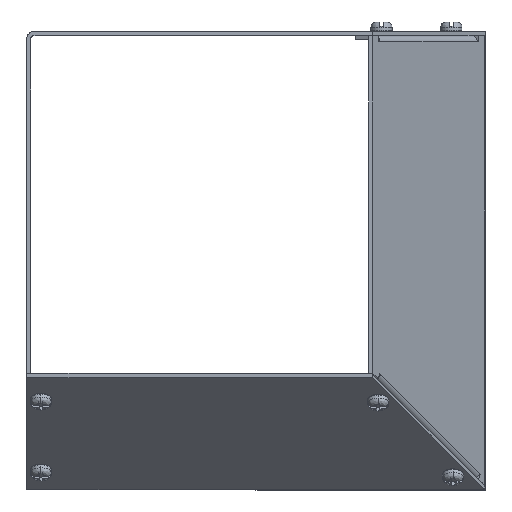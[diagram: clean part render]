
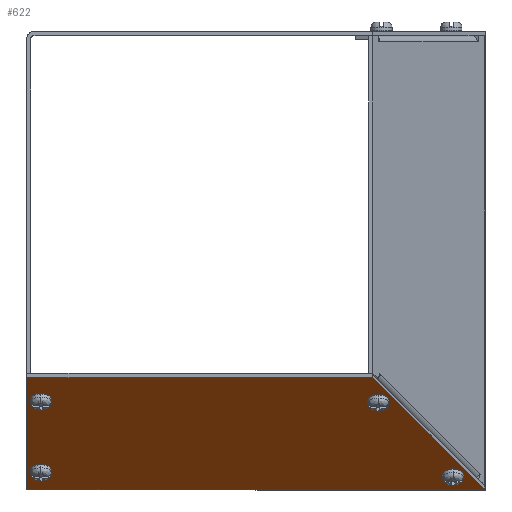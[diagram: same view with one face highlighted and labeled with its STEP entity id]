
A CAD part, front view. The second image highlights one B-rep face of the part: STEP entity #622.
In plain terms, the highlighted planar face has unit normal (0, -0.497, -0.868).
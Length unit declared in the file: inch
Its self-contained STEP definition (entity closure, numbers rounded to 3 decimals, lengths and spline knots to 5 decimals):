
#201 = DIRECTION ( 'NONE',  ( 0., 0.497, 0.868 ) ) ;
#226 = AXIS2_PLACEMENT_3D ( 'NONE', #2923, #4529, #10332 ) ;
#239 = FACE_BOUND ( 'NONE', #4387, .T. ) ;
#317 = AXIS2_PLACEMENT_3D ( 'NONE', #3955, #3327, #9606 ) ;
#363 = CARTESIAN_POINT ( 'NONE',  ( 4.0603, 1.70096, -8.05774 ) ) ;
#593 = CARTESIAN_POINT ( 'NONE',  ( 3.50209, 1.21555, -7.77996 ) ) ;
#622 = ADVANCED_FACE ( 'NONE', ( #6696, #8257, #239, #5049, #7450 ), #5942, .T. ) ;
#1052 = AXIS2_PLACEMENT_3D ( 'NONE', #593, #7146, #9608 ) ;
#1136 = CARTESIAN_POINT ( 'NONE',  ( 3.50209, 1.32404, -7.84205 ) ) ;
#1158 = CARTESIAN_POINT ( 'NONE',  ( 3.50209, 1.10705, -7.71788 ) ) ;
#1320 = DIRECTION ( 'NONE',  ( 0., 0.497, 0.868 ) ) ;
#1534 = CIRCLE ( 'NONE', #7506, 0.125 ) ;
#1694 = ORIENTED_EDGE ( 'NONE', *, *, #1949, .T. ) ;
#1949 = EDGE_CURVE ( 'NONE', #5698, #2119, #7734, .T. ) ;
#1992 = EDGE_CURVE ( 'NONE', #2119, #5698, #4144, .T. ) ;
#1998 = EDGE_LOOP ( 'NONE', ( #7391, #6660, #9314, #10025, #2047 ) ) ;
#2024 = LINE ( 'NONE', #2988, #8504 ) ;
#2047 = ORIENTED_EDGE ( 'NONE', *, *, #7872, .T. ) ;
#2070 = EDGE_LOOP ( 'NONE', ( #7504, #10035 ) ) ;
#2086 = VERTEX_POINT ( 'NONE', #4159 ) ;
#2119 = VERTEX_POINT ( 'NONE', #4046 ) ;
#2220 = DIRECTION ( 'NONE',  ( 0., -0.868, 0.497 ) ) ;
#2281 = DIRECTION ( 'NONE',  ( 0., 0.497, 0.868 ) ) ;
#2324 = DIRECTION ( 'NONE',  ( 0., -0.868, 0.497 ) ) ;
#2583 = DIRECTION ( 'NONE',  ( -0.446, -0.777, 0.444 ) ) ;
#2746 = ORIENTED_EDGE ( 'NONE', *, *, #6446, .T. ) ;
#2758 = EDGE_LOOP ( 'NONE', ( #7609, #4059 ) ) ;
#2880 = LINE ( 'NONE', #4583, #9527 ) ;
#2923 = CARTESIAN_POINT ( 'NONE',  ( 2.17349, -1.09716, -6.45654 ) ) ;
#2988 = CARTESIAN_POINT ( 'NONE',  ( -4.072, 1.70096, -8.05774 ) ) ;
#3005 = EDGE_CURVE ( 'NONE', #9666, #4342, #1534, .T. ) ;
#3193 = LINE ( 'NONE', #4210, #7358 ) ;
#3316 = AXIS2_PLACEMENT_3D ( 'NONE', #8305, #7397, #8408 ) ;
#3327 = DIRECTION ( 'NONE',  ( 0., 0.497, 0.868 ) ) ;
#3408 = CIRCLE ( 'NONE', #317, 0.125 ) ;
#3604 = CIRCLE ( 'NONE', #1052, 0.125 ) ;
#3666 = AXIS2_PLACEMENT_3D ( 'NONE', #6253, #6906, #7063 ) ;
#3727 = CARTESIAN_POINT ( 'NONE',  ( -3.822, 1.17699, -7.7579 ) ) ;
#3886 = CARTESIAN_POINT ( 'NONE',  ( 3.50209, 1.21555, -7.77996 ) ) ;
#3955 = CARTESIAN_POINT ( 'NONE',  ( -3.822, -1.12837, -6.43868 ) ) ;
#4046 = CARTESIAN_POINT ( 'NONE',  ( 2.17349, -0.98866, -6.51862 ) ) ;
#4059 = ORIENTED_EDGE ( 'NONE', *, *, #8978, .T. ) ;
#4144 = CIRCLE ( 'NONE', #226, 0.125 ) ;
#4159 = CARTESIAN_POINT ( 'NONE',  ( -3.822, -1.01988, -6.50076 ) ) ;
#4210 = CARTESIAN_POINT ( 'NONE',  ( -4.072, -1.76084, -6.07675 ) ) ;
#4227 = EDGE_LOOP ( 'NONE', ( #1694, #9421 ) ) ;
#4285 = EDGE_CURVE ( 'NONE', #8664, #5892, #3193, .T. ) ;
#4342 = VERTEX_POINT ( 'NONE', #8505 ) ;
#4387 = EDGE_LOOP ( 'NONE', ( #2746, #4968 ) ) ;
#4529 = DIRECTION ( 'NONE',  ( 0., 0.497, 0.868 ) ) ;
#4536 = EDGE_CURVE ( 'NONE', #9361, #8664, #6954, .T. ) ;
#4544 = VERTEX_POINT ( 'NONE', #8659 ) ;
#4583 = CARTESIAN_POINT ( 'NONE',  ( -4.072, 1.70926, -8.06249 ) ) ;
#4600 = CARTESIAN_POINT ( 'NONE',  ( -4.072, -1.76084, -6.07675 ) ) ;
#4968 = ORIENTED_EDGE ( 'NONE', *, *, #3005, .T. ) ;
#4979 = VECTOR ( 'NONE', #10367, 39.37008 ) ;
#5049 = FACE_BOUND ( 'NONE', #4227, .T. ) ;
#5117 = EDGE_CURVE ( 'NONE', #8289, #6860, #6861, .T. ) ;
#5283 = CARTESIAN_POINT ( 'NONE',  ( -3.822, -1.23686, -6.37659 ) ) ;
#5378 = CARTESIAN_POINT ( 'NONE',  ( 2.072, -1.76009, -6.07718 ) ) ;
#5419 = DIRECTION ( 'NONE',  ( 1., 0., 0. ) ) ;
#5513 = CARTESIAN_POINT ( 'NONE',  ( 2.072, -1.76009, -6.07718 ) ) ;
#5698 = VERTEX_POINT ( 'NONE', #9890 ) ;
#5892 = VERTEX_POINT ( 'NONE', #4600 ) ;
#5942 = PLANE ( 'NONE',  #3316 ) ;
#6253 = CARTESIAN_POINT ( 'NONE',  ( -3.822, 1.06849, -7.69582 ) ) ;
#6426 = DIRECTION ( 'NONE',  ( -1., 0., 0. ) ) ;
#6446 = EDGE_CURVE ( 'NONE', #4342, #9666, #10294, .T. ) ;
#6660 = ORIENTED_EDGE ( 'NONE', *, *, #10358, .T. ) ;
#6696 = FACE_OUTER_BOUND ( 'NONE', #1998, .T. ) ;
#6860 = VERTEX_POINT ( 'NONE', #1136 ) ;
#6861 = CIRCLE ( 'NONE', #9587, 0.125 ) ;
#6906 = DIRECTION ( 'NONE',  ( 0., 0.497, 0.868 ) ) ;
#6954 = LINE ( 'NONE', #5513, #4979 ) ;
#7063 = DIRECTION ( 'NONE',  ( 0., -0.868, 0.497 ) ) ;
#7146 = DIRECTION ( 'NONE',  ( 0., 0.497, 0.868 ) ) ;
#7236 = EDGE_CURVE ( 'NONE', #2086, #8829, #7499, .T. ) ;
#7358 = VECTOR ( 'NONE', #6426, 39.37008 ) ;
#7368 = AXIS2_PLACEMENT_3D ( 'NONE', #7822, #1320, #8779 ) ;
#7391 = ORIENTED_EDGE ( 'NONE', *, *, #7889, .T. ) ;
#7397 = DIRECTION ( 'NONE',  ( 0., -0.497, -0.868 ) ) ;
#7450 = FACE_BOUND ( 'NONE', #2758, .T. ) ;
#7499 = CIRCLE ( 'NONE', #8847, 0.125 ) ;
#7504 = ORIENTED_EDGE ( 'NONE', *, *, #7561, .T. ) ;
#7506 = AXIS2_PLACEMENT_3D ( 'NONE', #8272, #201, #9280 ) ;
#7561 = EDGE_CURVE ( 'NONE', #8829, #2086, #3408, .T. ) ;
#7609 = ORIENTED_EDGE ( 'NONE', *, *, #5117, .T. ) ;
#7687 = VECTOR ( 'NONE', #2583, 39.37008 ) ;
#7734 = CIRCLE ( 'NONE', #7368, 0.125 ) ;
#7803 = CARTESIAN_POINT ( 'NONE',  ( -4.072, 1.70096, -8.05774 ) ) ;
#7822 = CARTESIAN_POINT ( 'NONE',  ( 2.17349, -1.09716, -6.45654 ) ) ;
#7872 = EDGE_CURVE ( 'NONE', #5892, #8497, #2880, .T. ) ;
#7889 = EDGE_CURVE ( 'NONE', #8497, #4544, #2024, .T. ) ;
#7942 = DIRECTION ( 'NONE',  ( 0., 0.868, -0.497 ) ) ;
#8257 = FACE_BOUND ( 'NONE', #2070, .T. ) ;
#8272 = CARTESIAN_POINT ( 'NONE',  ( -3.822, 1.06849, -7.69582 ) ) ;
#8289 = VERTEX_POINT ( 'NONE', #1158 ) ;
#8305 = CARTESIAN_POINT ( 'NONE',  ( -4.072, 1.70926, -8.06249 ) ) ;
#8408 = DIRECTION ( 'NONE',  ( 0., -0.868, 0.497 ) ) ;
#8497 = VERTEX_POINT ( 'NONE', #7803 ) ;
#8504 = VECTOR ( 'NONE', #5419, 39.37008 ) ;
#8505 = CARTESIAN_POINT ( 'NONE',  ( -3.822, 0.96, -7.63373 ) ) ;
#8659 = CARTESIAN_POINT ( 'NONE',  ( 4.0603, 1.70096, -8.05774 ) ) ;
#8664 = VERTEX_POINT ( 'NONE', #9507 ) ;
#8770 = DIRECTION ( 'NONE',  ( 0., 0.497, 0.868 ) ) ;
#8779 = DIRECTION ( 'NONE',  ( 0., -0.868, 0.497 ) ) ;
#8829 = VERTEX_POINT ( 'NONE', #5283 ) ;
#8847 = AXIS2_PLACEMENT_3D ( 'NONE', #10483, #8770, #2324 ) ;
#8978 = EDGE_CURVE ( 'NONE', #6860, #8289, #3604, .T. ) ;
#9026 = LINE ( 'NONE', #363, #7687 ) ;
#9280 = DIRECTION ( 'NONE',  ( 0., -0.868, 0.497 ) ) ;
#9314 = ORIENTED_EDGE ( 'NONE', *, *, #4536, .T. ) ;
#9361 = VERTEX_POINT ( 'NONE', #5378 ) ;
#9421 = ORIENTED_EDGE ( 'NONE', *, *, #1992, .T. ) ;
#9507 = CARTESIAN_POINT ( 'NONE',  ( 2.072, -1.76084, -6.07675 ) ) ;
#9527 = VECTOR ( 'NONE', #7942, 39.37008 ) ;
#9587 = AXIS2_PLACEMENT_3D ( 'NONE', #3886, #2281, #2220 ) ;
#9606 = DIRECTION ( 'NONE',  ( 0., -0.868, 0.497 ) ) ;
#9608 = DIRECTION ( 'NONE',  ( 0., -0.868, 0.497 ) ) ;
#9666 = VERTEX_POINT ( 'NONE', #3727 ) ;
#9890 = CARTESIAN_POINT ( 'NONE',  ( 2.17349, -1.20565, -6.39446 ) ) ;
#10025 = ORIENTED_EDGE ( 'NONE', *, *, #4285, .T. ) ;
#10035 = ORIENTED_EDGE ( 'NONE', *, *, #7236, .T. ) ;
#10294 = CIRCLE ( 'NONE', #3666, 0.125 ) ;
#10332 = DIRECTION ( 'NONE',  ( 0., -0.868, 0.497 ) ) ;
#10358 = EDGE_CURVE ( 'NONE', #4544, #9361, #9026, .T. ) ;
#10367 = DIRECTION ( 'NONE',  ( 0., -0.868, 0.497 ) ) ;
#10483 = CARTESIAN_POINT ( 'NONE',  ( -3.822, -1.12837, -6.43868 ) ) ;
